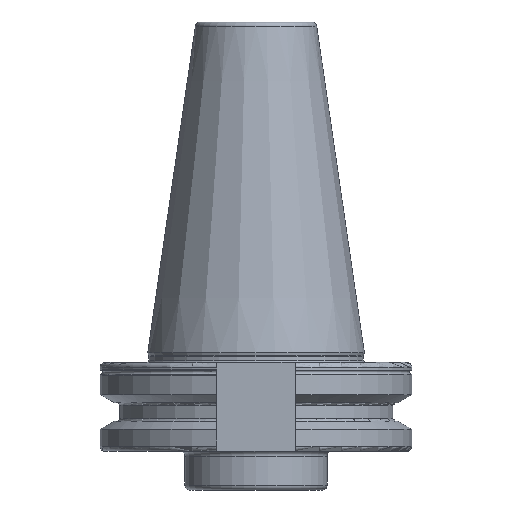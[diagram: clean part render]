
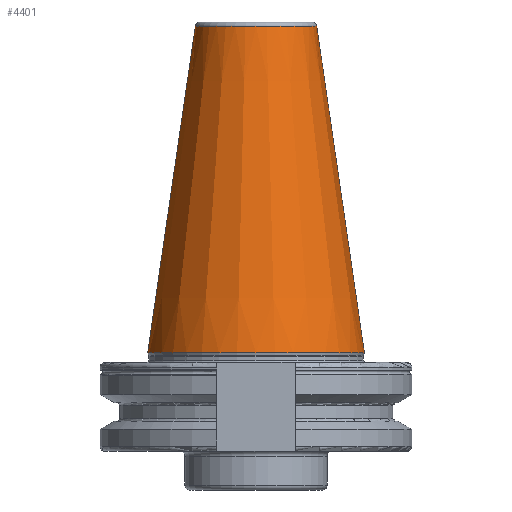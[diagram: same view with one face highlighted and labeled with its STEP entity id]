
A CAD part, left-side view. The second image highlights one B-rep face of the part: STEP entity #4401.
In plain terms, the highlighted conical face has half-angle 8.297 degrees and reference radius 17.227 mm.
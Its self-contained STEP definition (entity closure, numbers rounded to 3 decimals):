
#1293=CARTESIAN_POINT('',(0,0,86.644));
#1294=DIRECTION('',(0,0,1));
#1295=DIRECTION('',(0,1,0));
#1296=AXIS2_PLACEMENT_3D('',#1293,#1294,#1295);
#1298=DIRECTION('',(0.,0.144,0.99));
#1299=VECTOR('',#1298,67.248);
#1300=CARTESIAN_POINT('',(0,-22.079,20.1));
#1301=LINE('',#1300,#1299);
#1302=CARTESIAN_POINT('',(0,0,20.1));
#1303=DIRECTION('',(0,0,1));
#1304=DIRECTION('',(0,1,0));
#1305=AXIS2_PLACEMENT_3D('',#1302,#1303,#1304);
#1307=DIRECTION('',(0.,-0.144,0.99));
#1308=VECTOR('',#1307,67.248);
#1309=CARTESIAN_POINT('',(0,22.079,20.1));
#1310=LINE('',#1309,#1308);
#2558=CARTESIAN_POINT('',(0,22.079,20.1));
#2559=VERTEX_POINT('',#2558);
#2580=CARTESIAN_POINT('',(0,-22.079,20.1));
#2581=VERTEX_POINT('',#2580);
#2598=CARTESIAN_POINT('',(0,12.375,86.644));
#2599=CARTESIAN_POINT('',(0,-12.375,86.644));
#2600=VERTEX_POINT('',#2598);
#2601=VERTEX_POINT('',#2599);
#4390=CARTESIAN_POINT('',(0,0,53.372));
#4391=DIRECTION('',(0,0,-1));
#4392=DIRECTION('',(0,-1,0));
#4393=AXIS2_PLACEMENT_3D('',#4390,#4391,#4392);
#4394=CONICAL_SURFACE('',#4393,17.227,8.297);
#4395=ORIENTED_EDGE('',*,*,#4384,.T.);
#4396=ORIENTED_EDGE('',*,*,#4340,.F.);
#4397=ORIENTED_EDGE('',*,*,#4309,.F.);
#4398=ORIENTED_EDGE('',*,*,#4337,.T.);
#4399=EDGE_LOOP('',(#4395,#4396,#4397,#4398));
#4400=FACE_OUTER_BOUND('',#4399,.F.);
#4401=ADVANCED_FACE('',(#4400),#4394,.T.);
#1297=CIRCLE('',#1296,12.375);
#1306=CIRCLE('',#1305,22.079);
#4309=EDGE_CURVE('',#2559,#2581,#1306,.T.);
#4337=EDGE_CURVE('',#2559,#2600,#1310,.T.);
#4340=EDGE_CURVE('',#2581,#2601,#1301,.T.);
#4384=EDGE_CURVE('',#2600,#2601,#1297,.T.);
